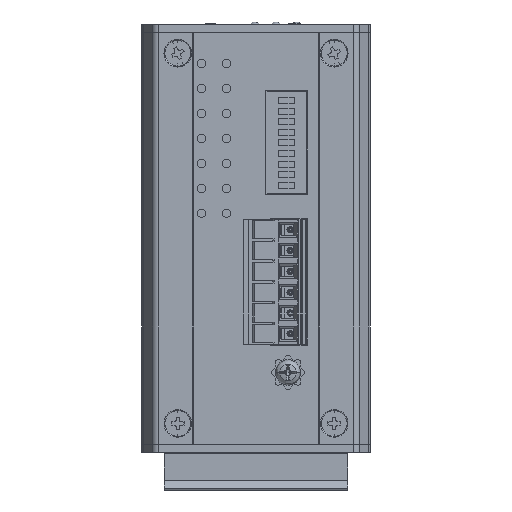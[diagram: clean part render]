
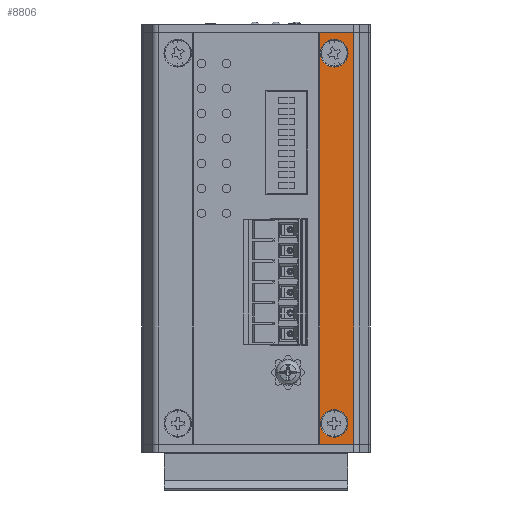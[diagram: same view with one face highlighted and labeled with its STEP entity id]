
A CAD part, front view. The second image highlights one B-rep face of the part: STEP entity #8806.
In plain terms, the highlighted planar face has unit normal (0, -1, 0).
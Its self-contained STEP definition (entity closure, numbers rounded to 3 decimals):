
#2945 = AXIS2_PLACEMENT_3D ( 'NONE', #47900, #7802, #43115 ) ;
#3026 = CIRCLE ( 'NONE', #35028, 3.3 ) ;
#3365 = EDGE_LOOP ( 'NONE', ( #65179, #18297 ) ) ;
#3507 = VECTOR ( 'NONE', #60981, 1000. ) ;
#3752 = DIRECTION ( 'NONE',  ( 0., 1., 0. ) ) ;
#4550 = VERTEX_POINT ( 'NONE', #59694 ) ;
#4983 = FACE_BOUND ( 'NONE', #3365, .T. ) ;
#5075 = DIRECTION ( 'NONE',  ( 0., 0., -1. ) ) ;
#5544 = LINE ( 'NONE', #33452, #74249 ) ;
#5617 = CIRCLE ( 'NONE', #21686, 3.332 ) ;
#7802 = DIRECTION ( 'NONE',  ( 0., 1., 0. ) ) ;
#7901 = VERTEX_POINT ( 'NONE', #39362 ) ;
#8806 = ADVANCED_FACE ( 'NONE', ( #58210, #4983, #42000 ), #71946, .F. ) ;
#10701 = DIRECTION ( 'NONE',  ( -1., 0., 0. ) ) ;
#11054 = CARTESIAN_POINT ( 'NONE',  ( -15.3, 0., 4. ) ) ;
#11832 = ORIENTED_EDGE ( 'NONE', *, *, #12498, .F. ) ;
#12498 = EDGE_CURVE ( 'NONE', #29296, #51628, #18879, .T. ) ;
#17859 = EDGE_CURVE ( 'NONE', #7901, #51628, #5544, .T. ) ;
#18297 = ORIENTED_EDGE ( 'NONE', *, *, #28151, .T. ) ;
#18879 = LINE ( 'NONE', #37778, #3507 ) ;
#20767 = EDGE_CURVE ( 'NONE', #67058, #29296, #64335, .T. ) ;
#21686 = AXIS2_PLACEMENT_3D ( 'NONE', #23096, #52330, #34935 ) ;
#22789 = AXIS2_PLACEMENT_3D ( 'NONE', #26227, #33020, #66634 ) ;
#23096 = CARTESIAN_POINT ( 'NONE',  ( -18.8, 0., -90. ) ) ;
#26227 = CARTESIAN_POINT ( 'NONE',  ( -18.8, 0., -1. ) ) ;
#27352 = CIRCLE ( 'NONE', #62000, 3.332 ) ;
#28104 = CARTESIAN_POINT ( 'NONE',  ( -15.3, 0., -95. ) ) ;
#28151 = EDGE_CURVE ( 'NONE', #65971, #4550, #5617, .T. ) ;
#29173 = ORIENTED_EDGE ( 'NONE', *, *, #35660, .T. ) ;
#29296 = VERTEX_POINT ( 'NONE', #69828 ) ;
#29859 = ORIENTED_EDGE ( 'NONE', *, *, #60987, .T. ) ;
#30873 = VECTOR ( 'NONE', #61602, 1000. ) ;
#31979 = ORIENTED_EDGE ( 'NONE', *, *, #17859, .T. ) ;
#33020 = DIRECTION ( 'NONE',  ( 0., 1., 0. ) ) ;
#33452 = CARTESIAN_POINT ( 'NONE',  ( -15.3, 0., -95. ) ) ;
#34935 = DIRECTION ( 'NONE',  ( 0., 0., -1. ) ) ;
#35028 = AXIS2_PLACEMENT_3D ( 'NONE', #51741, #68934, #5075 ) ;
#35573 = VERTEX_POINT ( 'NONE', #74533 ) ;
#35660 = EDGE_CURVE ( 'NONE', #70323, #35573, #3026, .T. ) ;
#37778 = CARTESIAN_POINT ( 'NONE',  ( -23.519, 0., 4. ) ) ;
#38422 = EDGE_CURVE ( 'NONE', #7901, #67058, #40687, .T. ) ;
#38960 = ORIENTED_EDGE ( 'NONE', *, *, #20767, .F. ) ;
#39362 = CARTESIAN_POINT ( 'NONE',  ( -15.3, 0., -95. ) ) ;
#40687 = LINE ( 'NONE', #28104, #46115 ) ;
#42000 = FACE_BOUND ( 'NONE', #70360, .T. ) ;
#43014 = CIRCLE ( 'NONE', #22789, 3.3 ) ;
#43115 = DIRECTION ( 'NONE',  ( 1., 0., 0. ) ) ;
#46115 = VECTOR ( 'NONE', #10701, 1000. ) ;
#47900 = CARTESIAN_POINT ( 'NONE',  ( 19.409, 0., -47.5 ) ) ;
#51611 = EDGE_CURVE ( 'NONE', #4550, #65971, #27352, .T. ) ;
#51628 = VERTEX_POINT ( 'NONE', #11054 ) ;
#51741 = CARTESIAN_POINT ( 'NONE',  ( -18.8, 0., -1. ) ) ;
#52330 = DIRECTION ( 'NONE',  ( 0., 1., 0. ) ) ;
#53363 = CARTESIAN_POINT ( 'NONE',  ( -18.8, 0., -4.3 ) ) ;
#55266 = DIRECTION ( 'NONE',  ( 0., 0., 1. ) ) ;
#55840 = CARTESIAN_POINT ( 'NONE',  ( -23.519, 0., -95. ) ) ;
#58210 = FACE_OUTER_BOUND ( 'NONE', #70054, .T. ) ;
#59694 = CARTESIAN_POINT ( 'NONE',  ( -18.8, 0., -86.668 ) ) ;
#59978 = ORIENTED_EDGE ( 'NONE', *, *, #38422, .F. ) ;
#60981 = DIRECTION ( 'NONE',  ( 1., 0., 0. ) ) ;
#60987 = EDGE_CURVE ( 'NONE', #35573, #70323, #43014, .T. ) ;
#61602 = DIRECTION ( 'NONE',  ( 0., 0., 1. ) ) ;
#62000 = AXIS2_PLACEMENT_3D ( 'NONE', #72467, #3752, #55266 ) ;
#63328 = CARTESIAN_POINT ( 'NONE',  ( -18.8, 0., -93.332 ) ) ;
#64335 = LINE ( 'NONE', #55840, #30873 ) ;
#65179 = ORIENTED_EDGE ( 'NONE', *, *, #51611, .T. ) ;
#65971 = VERTEX_POINT ( 'NONE', #63328 ) ;
#66634 = DIRECTION ( 'NONE',  ( 0., 0., 1. ) ) ;
#67058 = VERTEX_POINT ( 'NONE', #71700 ) ;
#68934 = DIRECTION ( 'NONE',  ( 0., 1., 0. ) ) ;
#69554 = DIRECTION ( 'NONE',  ( 0., 0., 1. ) ) ;
#69828 = CARTESIAN_POINT ( 'NONE',  ( -23.519, 0., 4. ) ) ;
#70054 = EDGE_LOOP ( 'NONE', ( #59978, #31979, #11832, #38960 ) ) ;
#70323 = VERTEX_POINT ( 'NONE', #53363 ) ;
#70360 = EDGE_LOOP ( 'NONE', ( #29859, #29173 ) ) ;
#71700 = CARTESIAN_POINT ( 'NONE',  ( -23.519, 0., -95. ) ) ;
#71946 = PLANE ( 'NONE',  #2945 ) ;
#72467 = CARTESIAN_POINT ( 'NONE',  ( -18.8, 0., -90. ) ) ;
#74249 = VECTOR ( 'NONE', #69554, 1000. ) ;
#74533 = CARTESIAN_POINT ( 'NONE',  ( -18.8, 0., 2.3 ) ) ;
